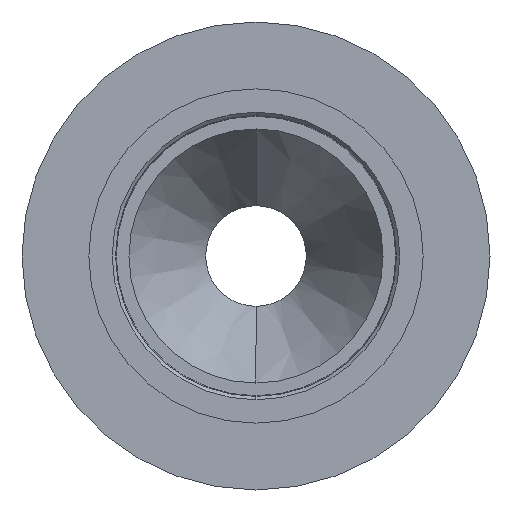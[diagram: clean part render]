
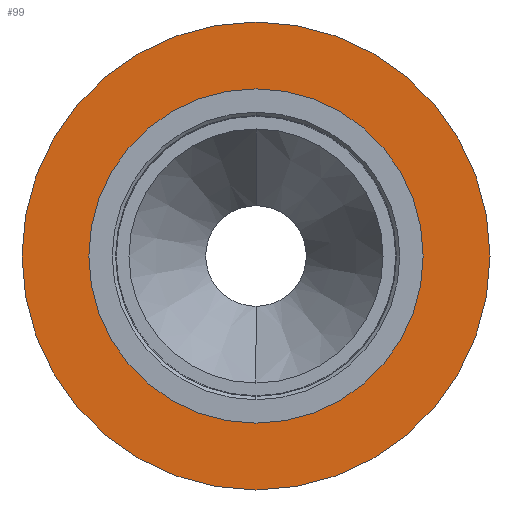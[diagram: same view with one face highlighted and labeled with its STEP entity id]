
A CAD part, left-side view. The second image highlights one B-rep face of the part: STEP entity #99.
In plain terms, the highlighted planar face has unit normal (-1, 0, 0).
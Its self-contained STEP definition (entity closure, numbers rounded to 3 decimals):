
#7 = EDGE_CURVE ( 'NONE', #660, #851, #338, .T. ) ;
#30 = DIRECTION ( 'NONE',  ( 0., 0., 1. ) ) ;
#99 = ADVANCED_FACE ( 'NONE', ( #1127, #1137 ), #600, .F. ) ;
#115 = ORIENTED_EDGE ( 'NONE', *, *, #659, .T. ) ;
#129 = CARTESIAN_POINT ( 'NONE',  ( 1.7, 0., -35. ) ) ;
#137 = AXIS2_PLACEMENT_3D ( 'NONE', #976, #364, #713 ) ;
#213 = DIRECTION ( 'NONE',  ( 0., 0., 1. ) ) ;
#273 = CARTESIAN_POINT ( 'NONE',  ( 1.7, 0., -25. ) ) ;
#290 = CIRCLE ( 'NONE', #725, 35. ) ;
#301 = CARTESIAN_POINT ( 'NONE',  ( 1.7, 25., 0. ) ) ;
#306 = AXIS2_PLACEMENT_3D ( 'NONE', #1148, #1142, #903 ) ;
#311 = VERTEX_POINT ( 'NONE', #273 ) ;
#338 = CIRCLE ( 'NONE', #1090, 35. ) ;
#364 = DIRECTION ( 'NONE',  ( -1., 0., 0. ) ) ;
#393 = DIRECTION ( 'NONE',  ( -1., 0., 0. ) ) ;
#401 = ORIENTED_EDGE ( 'NONE', *, *, #834, .F. ) ;
#432 = VERTEX_POINT ( 'NONE', #710 ) ;
#469 = CARTESIAN_POINT ( 'NONE',  ( 1.7, 0., 0. ) ) ;
#487 = DIRECTION ( 'NONE',  ( 1., 0., 0. ) ) ;
#508 = DIRECTION ( 'NONE',  ( -1., 0., 0. ) ) ;
#524 = ORIENTED_EDGE ( 'NONE', *, *, #838, .F. ) ;
#600 = PLANE ( 'NONE',  #907 ) ;
#630 = CIRCLE ( 'NONE', #137, 25. ) ;
#659 = EDGE_CURVE ( 'NONE', #851, #660, #290, .T. ) ;
#660 = VERTEX_POINT ( 'NONE', #129 ) ;
#697 = DIRECTION ( 'NONE',  ( 0., 0., -1. ) ) ;
#710 = CARTESIAN_POINT ( 'NONE',  ( 1.7, 0., 25. ) ) ;
#713 = DIRECTION ( 'NONE',  ( 0., 0., 1. ) ) ;
#725 = AXIS2_PLACEMENT_3D ( 'NONE', #469, #508, #30 ) ;
#730 = CIRCLE ( 'NONE', #306, 25. ) ;
#767 = EDGE_LOOP ( 'NONE', ( #115, #921 ) ) ;
#834 = EDGE_CURVE ( 'NONE', #432, #311, #630, .T. ) ;
#838 = EDGE_CURVE ( 'NONE', #311, #432, #730, .T. ) ;
#851 = VERTEX_POINT ( 'NONE', #1050 ) ;
#896 = EDGE_LOOP ( 'NONE', ( #401, #524 ) ) ;
#903 = DIRECTION ( 'NONE',  ( 0., 0., 1. ) ) ;
#907 = AXIS2_PLACEMENT_3D ( 'NONE', #301, #487, #697 ) ;
#921 = ORIENTED_EDGE ( 'NONE', *, *, #7, .T. ) ;
#976 = CARTESIAN_POINT ( 'NONE',  ( 1.7, 0., 0. ) ) ;
#1021 = CARTESIAN_POINT ( 'NONE',  ( 1.7, 0., 0. ) ) ;
#1050 = CARTESIAN_POINT ( 'NONE',  ( 1.7, 0., 35. ) ) ;
#1090 = AXIS2_PLACEMENT_3D ( 'NONE', #1021, #393, #213 ) ;
#1127 = FACE_BOUND ( 'NONE', #896, .T. ) ;
#1137 = FACE_OUTER_BOUND ( 'NONE', #767, .T. ) ;
#1142 = DIRECTION ( 'NONE',  ( -1., 0., 0. ) ) ;
#1148 = CARTESIAN_POINT ( 'NONE',  ( 1.7, 0., 0. ) ) ;
